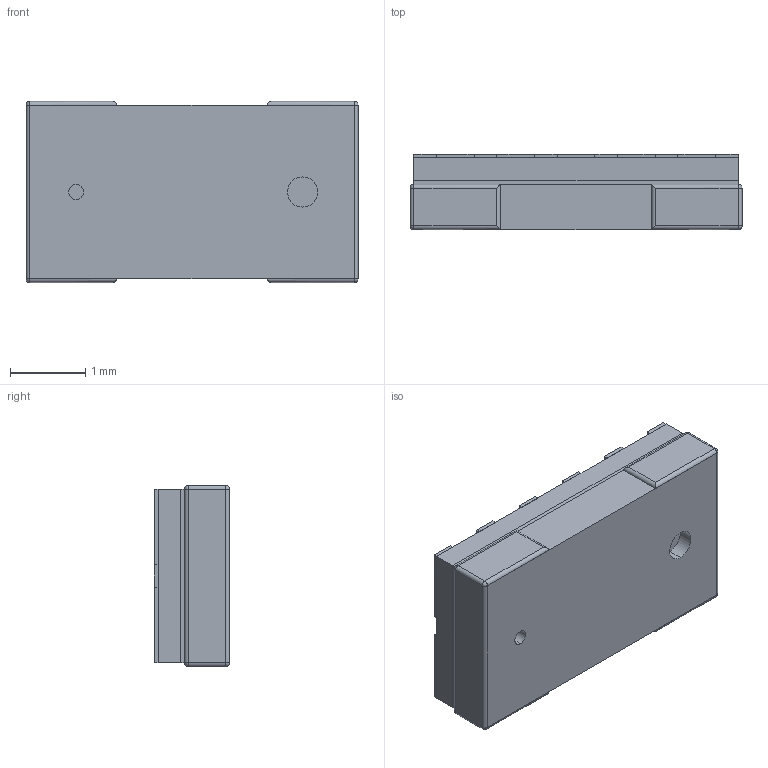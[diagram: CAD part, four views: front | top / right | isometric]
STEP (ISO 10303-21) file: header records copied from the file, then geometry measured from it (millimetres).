
FILE_DESCRIPTION (( 'STEP AP214' ), '1' );
FILE_NAME ('VL53L0CXV0DH 1.STEP', '2021-06-17T08:09:33', ( '' ), ( '' ), 'SwSTEP 2.0', 'SolidWorks 2018', '' );
FILE_SCHEMA (( 'AUTOMOTIVE_DESIGN' ));
Length unit declared in the file: millimetre
Products named in the file (1): VL53L0CXV0DH 1
Bounding box: 4.4 x 1 x 2.4 mm (x, y, z)
Volume: 10.1 mm3; surface area: 105.4 mm2
Topology: 18 solids, 18 shells, 202 faces, 468 edges, 296 vertices
Faces by surface type: plane 170, cylinder 24, sphere 8
Entity records: 7825 total; most frequent: CARTESIAN_POINT 983, ORIENTED_EDGE 920, DIRECTION 890, EDGE_CURVE 460, LINE 420, VECTOR 420, VERTEX_POINT 296, AXIS2_PLACEMENT_3D 235
